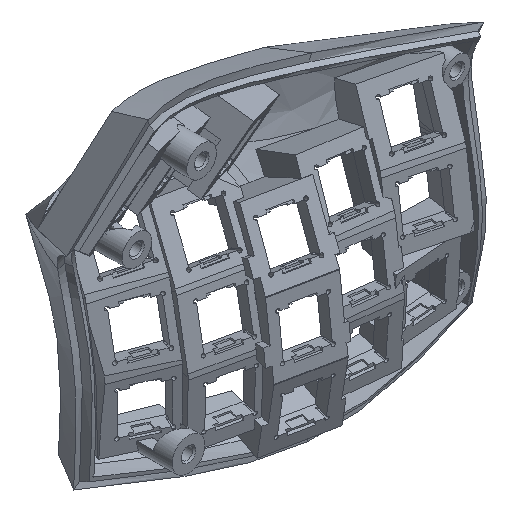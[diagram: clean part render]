
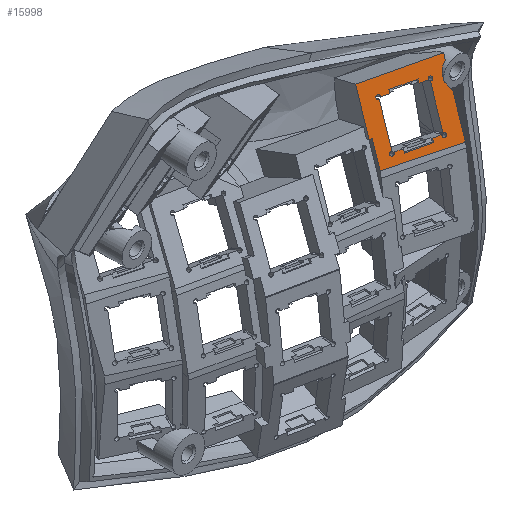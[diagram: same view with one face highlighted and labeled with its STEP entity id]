
A CAD part, isometric view. The second image highlights one B-rep face of the part: STEP entity #15998.
In plain terms, the highlighted planar face has unit normal (-0.261, -0.875, 0.407).
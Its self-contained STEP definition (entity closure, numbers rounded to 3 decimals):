
#37=ELLIPSE('',#16876,5.141,4.5);
#39=ELLIPSE('',#16879,5.141,4.5);
#269=CIRCLE('',#16880,0.6);
#270=CIRCLE('',#16881,0.6);
#271=CIRCLE('',#16882,0.6);
#272=CIRCLE('',#16883,0.6);
#413=FACE_BOUND('',#1642,.T.);
#801=FACE_OUTER_BOUND('',#1641,.T.);
#1641=EDGE_LOOP('',(#10842,#10843,#10844,#10845,#10846,#10847,#10848,#10849,
#10850));
#1642=EDGE_LOOP('',(#10851,#10852,#10853,#10854,#10855,#10856,#10857,#10858,
#10859,#10860,#10861,#10862,#10863,#10864,#10865,#10866));
#2596=LINE('',#22119,#4536);
#2679=LINE('',#23394,#4619);
#2680=LINE('',#23396,#4620);
#2681=LINE('',#23398,#4621);
#2682=LINE('',#23400,#4622);
#2683=LINE('',#23401,#4623);
#2684=LINE('',#23402,#4624);
#2685=LINE('',#23407,#4625);
#2686=LINE('',#23411,#4626);
#2687=LINE('',#23413,#4627);
#2688=LINE('',#23415,#4628);
#2689=LINE('',#23417,#4629);
#2690=LINE('',#23419,#4630);
#2691=LINE('',#23423,#4631);
#2692=LINE('',#23427,#4632);
#2693=LINE('',#23429,#4633);
#2694=LINE('',#23431,#4634);
#2695=LINE('',#23433,#4635);
#2696=LINE('',#23434,#4636);
#4536=VECTOR('',#18012,10.);
#4619=VECTOR('',#18267,10.);
#4620=VECTOR('',#18268,10.);
#4621=VECTOR('',#18269,10.);
#4622=VECTOR('',#18270,10.);
#4623=VECTOR('',#18271,10.);
#4624=VECTOR('',#18272,10.);
#4625=VECTOR('',#18275,10.);
#4626=VECTOR('',#18278,10.);
#4627=VECTOR('',#18279,10.);
#4628=VECTOR('',#18280,10.);
#4629=VECTOR('',#18281,10.);
#4630=VECTOR('',#18282,10.);
#4631=VECTOR('',#18285,10.);
#4632=VECTOR('',#18288,10.);
#4633=VECTOR('',#18289,10.);
#4634=VECTOR('',#18290,10.);
#4635=VECTOR('',#18291,10.);
#4636=VECTOR('',#18292,10.);
#6469=VERTEX_POINT('',#22112);
#6471=VERTEX_POINT('',#22118);
#6510=VERTEX_POINT('',#22852);
#6606=VERTEX_POINT('',#23289);
#6610=VERTEX_POINT('',#23391);
#6611=VERTEX_POINT('',#23393);
#6612=VERTEX_POINT('',#23395);
#6613=VERTEX_POINT('',#23397);
#6614=VERTEX_POINT('',#23399);
#6615=VERTEX_POINT('',#23403);
#6616=VERTEX_POINT('',#23404);
#6617=VERTEX_POINT('',#23406);
#6618=VERTEX_POINT('',#23408);
#6619=VERTEX_POINT('',#23410);
#6620=VERTEX_POINT('',#23412);
#6621=VERTEX_POINT('',#23414);
#6622=VERTEX_POINT('',#23416);
#6623=VERTEX_POINT('',#23418);
#6624=VERTEX_POINT('',#23420);
#6625=VERTEX_POINT('',#23422);
#6626=VERTEX_POINT('',#23424);
#6627=VERTEX_POINT('',#23426);
#6628=VERTEX_POINT('',#23428);
#6629=VERTEX_POINT('',#23430);
#6630=VERTEX_POINT('',#23432);
#8112=EDGE_CURVE('',#6469,#6471,#2596,.T.);
#8286=EDGE_CURVE('',#6606,#6510,#37,.T.);
#8291=EDGE_CURVE('',#6510,#6610,#39,.T.);
#8292=EDGE_CURVE('',#6611,#6610,#2679,.T.);
#8293=EDGE_CURVE('',#6612,#6611,#2680,.T.);
#8294=EDGE_CURVE('',#6613,#6612,#2681,.T.);
#8295=EDGE_CURVE('',#6613,#6614,#2682,.T.);
#8296=EDGE_CURVE('',#6614,#6471,#2683,.T.);
#8297=EDGE_CURVE('',#6606,#6469,#2684,.T.);
#8298=EDGE_CURVE('',#6615,#6616,#269,.T.);
#8299=EDGE_CURVE('',#6616,#6617,#2685,.T.);
#8300=EDGE_CURVE('',#6617,#6618,#270,.T.);
#8301=EDGE_CURVE('',#6618,#6619,#2686,.T.);
#8302=EDGE_CURVE('',#6619,#6620,#2687,.T.);
#8303=EDGE_CURVE('',#6620,#6621,#2688,.T.);
#8304=EDGE_CURVE('',#6621,#6622,#2689,.T.);
#8305=EDGE_CURVE('',#6622,#6623,#2690,.T.);
#8306=EDGE_CURVE('',#6623,#6624,#271,.T.);
#8307=EDGE_CURVE('',#6624,#6625,#2691,.T.);
#8308=EDGE_CURVE('',#6625,#6626,#272,.T.);
#8309=EDGE_CURVE('',#6626,#6627,#2692,.T.);
#8310=EDGE_CURVE('',#6627,#6628,#2693,.T.);
#8311=EDGE_CURVE('',#6628,#6629,#2694,.T.);
#8312=EDGE_CURVE('',#6629,#6630,#2695,.T.);
#8313=EDGE_CURVE('',#6630,#6615,#2696,.T.);
#10842=ORIENTED_EDGE('',*,*,#8286,.T.);
#10843=ORIENTED_EDGE('',*,*,#8291,.T.);
#10844=ORIENTED_EDGE('',*,*,#8292,.F.);
#10845=ORIENTED_EDGE('',*,*,#8293,.F.);
#10846=ORIENTED_EDGE('',*,*,#8294,.F.);
#10847=ORIENTED_EDGE('',*,*,#8295,.T.);
#10848=ORIENTED_EDGE('',*,*,#8296,.T.);
#10849=ORIENTED_EDGE('',*,*,#8112,.F.);
#10850=ORIENTED_EDGE('',*,*,#8297,.F.);
#10851=ORIENTED_EDGE('',*,*,#8298,.T.);
#10852=ORIENTED_EDGE('',*,*,#8299,.T.);
#10853=ORIENTED_EDGE('',*,*,#8300,.T.);
#10854=ORIENTED_EDGE('',*,*,#8301,.T.);
#10855=ORIENTED_EDGE('',*,*,#8302,.T.);
#10856=ORIENTED_EDGE('',*,*,#8303,.T.);
#10857=ORIENTED_EDGE('',*,*,#8304,.T.);
#10858=ORIENTED_EDGE('',*,*,#8305,.T.);
#10859=ORIENTED_EDGE('',*,*,#8306,.T.);
#10860=ORIENTED_EDGE('',*,*,#8307,.T.);
#10861=ORIENTED_EDGE('',*,*,#8308,.T.);
#10862=ORIENTED_EDGE('',*,*,#8309,.T.);
#10863=ORIENTED_EDGE('',*,*,#8310,.T.);
#10864=ORIENTED_EDGE('',*,*,#8311,.T.);
#10865=ORIENTED_EDGE('',*,*,#8312,.T.);
#10866=ORIENTED_EDGE('',*,*,#8313,.T.);
#15307=PLANE('',#16878);
#15998=ADVANCED_FACE('',(#801,#413),#15307,.F.);
#16876=AXIS2_PLACEMENT_3D('',#23290,#18259,#18260);
#16878=AXIS2_PLACEMENT_3D('',#23390,#18263,#18264);
#16879=AXIS2_PLACEMENT_3D('',#23392,#18265,#18266);
#16880=AXIS2_PLACEMENT_3D('',#23405,#18273,#18274);
#16881=AXIS2_PLACEMENT_3D('',#23409,#18276,#18277);
#16882=AXIS2_PLACEMENT_3D('',#23421,#18283,#18284);
#16883=AXIS2_PLACEMENT_3D('',#23425,#18286,#18287);
#18012=DIRECTION('',(-0.961,0.277,-0.019));
#18259=DIRECTION('center_axis',(0.261,0.875,-0.408));
#18260=DIRECTION('ref_axis',(0.472,-0.484,-0.737));
#18263=DIRECTION('center_axis',(0.261,0.875,-0.408));
#18264=DIRECTION('ref_axis',(0.962,-0.27,0.036));
#18265=DIRECTION('center_axis',(0.261,0.875,-0.408));
#18266=DIRECTION('ref_axis',(0.472,-0.484,-0.737));
#18267=DIRECTION('',(-0.078,-0.402,-0.912));
#18268=DIRECTION('',(0.962,-0.27,0.036));
#18269=DIRECTION('',(0.078,0.402,0.912));
#18270=DIRECTION('',(0.962,-0.27,0.036));
#18271=DIRECTION('',(-0.078,-0.402,-0.912));
#18272=DIRECTION('',(-0.078,-0.402,-0.912));
#18273=DIRECTION('center_axis',(0.261,0.875,-0.408));
#18274=DIRECTION('ref_axis',(0.962,-0.27,0.036));
#18275=DIRECTION('',(0.078,0.402,0.912));
#18276=DIRECTION('center_axis',(0.261,0.875,-0.408));
#18277=DIRECTION('ref_axis',(0.962,-0.27,0.036));
#18278=DIRECTION('',(0.962,-0.27,0.036));
#18279=DIRECTION('',(0.078,0.402,0.912));
#18280=DIRECTION('',(0.962,-0.27,0.036));
#18281=DIRECTION('',(-0.078,-0.402,-0.912));
#18282=DIRECTION('',(0.962,-0.27,0.036));
#18283=DIRECTION('center_axis',(0.261,0.875,-0.408));
#18284=DIRECTION('ref_axis',(0.962,-0.27,0.036));
#18285=DIRECTION('',(-0.078,-0.402,-0.912));
#18286=DIRECTION('center_axis',(0.261,0.875,-0.408));
#18287=DIRECTION('ref_axis',(0.962,-0.27,0.036));
#18288=DIRECTION('',(-0.962,0.27,-0.036));
#18289=DIRECTION('',(-0.078,-0.402,-0.912));
#18290=DIRECTION('',(-0.962,0.27,-0.036));
#18291=DIRECTION('',(0.078,0.402,0.912));
#18292=DIRECTION('',(-0.962,0.27,-0.036));
#22112=CARTESIAN_POINT('',(101.003,5.029,1.391));
#22118=CARTESIAN_POINT('',(78.769,11.443,0.949));
#22119=CARTESIAN_POINT('',(83.624,10.042,1.045));
#22852=CARTESIAN_POINT('',(100.698,12.,16.168));
#23289=CARTESIAN_POINT('',(102.027,10.291,13.348));
#23290=CARTESIAN_POINT('Origin',(105.181,10.847,16.558));
#23390=CARTESIAN_POINT('Origin',(90.28,12.497,10.575));
#23391=CARTESIAN_POINT('',(102.619,13.332,20.258));
#23392=CARTESIAN_POINT('Origin',(105.181,10.847,16.558));
#23393=CARTESIAN_POINT('',(102.765,14.081,21.959));
#23394=CARTESIAN_POINT('',(102.765,14.081,21.959));
#23395=CARTESIAN_POINT('',(79.67,20.552,21.09));
#23396=CARTESIAN_POINT('',(79.67,20.552,21.09));
#23397=CARTESIAN_POINT('',(78.583,14.964,8.393));
#23398=CARTESIAN_POINT('',(77.794,10.914,-0.81));
#23399=CARTESIAN_POINT('',(79.409,14.732,8.424));
#23400=CARTESIAN_POINT('',(84.652,13.263,8.621));
#23401=CARTESIAN_POINT('',(78.781,11.503,1.085));
#23402=CARTESIAN_POINT('',(102.765,14.081,21.959));
#23403=CARTESIAN_POINT('',(83.4,11.492,4.017));
#23404=CARTESIAN_POINT('',(83.054,11.74,4.327));
#23405=CARTESIAN_POINT('Origin',(82.846,11.555,3.796));
#23406=CARTESIAN_POINT('',(84.081,17.016,16.317));
#23407=CARTESIAN_POINT('',(83.297,12.987,7.162));
#23408=CARTESIAN_POINT('',(84.503,17.07,16.701));
#23409=CARTESIAN_POINT('Origin',(83.963,17.293,16.836));
#23410=CARTESIAN_POINT('',(86.976,16.377,16.794));
#23411=CARTESIAN_POINT('',(87.469,16.239,16.813));
#23412=CARTESIAN_POINT('',(87.058,16.798,17.752));
#23413=CARTESIAN_POINT('',(86.744,15.187,14.091));
#23414=CARTESIAN_POINT('',(94.756,14.641,18.042));
#23415=CARTESIAN_POINT('',(92.831,15.181,17.97));
#23416=CARTESIAN_POINT('',(94.674,14.22,17.084));
#23417=CARTESIAN_POINT('',(94.401,12.819,13.902));
#23418=CARTESIAN_POINT('',(97.141,13.529,17.177));
#23419=CARTESIAN_POINT('',(87.469,16.239,16.813));
#23420=CARTESIAN_POINT('',(97.457,13.266,16.816));
#23421=CARTESIAN_POINT('Origin',(97.712,13.431,17.333));
#23422=CARTESIAN_POINT('',(96.427,7.976,4.795));
#23423=CARTESIAN_POINT('',(97.216,12.031,14.008));
#23424=CARTESIAN_POINT('',(96.085,7.938,4.495));
#23425=CARTESIAN_POINT('Origin',(96.595,7.693,4.294));
#23426=CARTESIAN_POINT('',(93.587,8.638,4.401));
#23427=CARTESIAN_POINT('',(93.07,8.783,4.381));
#23428=CARTESIAN_POINT('',(93.501,8.196,3.397));
#23429=CARTESIAN_POINT('',(93.815,9.807,7.058));
#23430=CARTESIAN_POINT('',(85.803,10.353,3.107));
#23431=CARTESIAN_POINT('',(87.728,9.814,3.18));
#23432=CARTESIAN_POINT('',(85.889,10.795,4.111));
#23433=CARTESIAN_POINT('',(86.16,12.185,7.27));
#23434=CARTESIAN_POINT('',(93.07,8.783,4.381));
